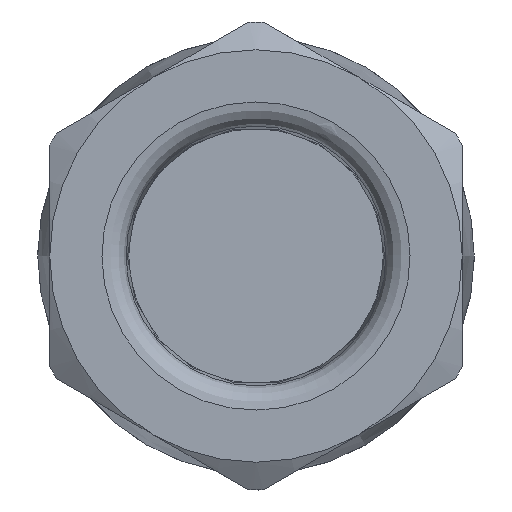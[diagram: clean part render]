
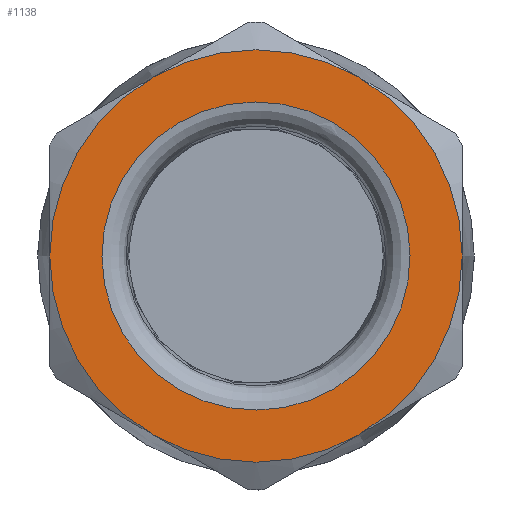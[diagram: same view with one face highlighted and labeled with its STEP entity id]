
A CAD part, left-side view. The second image highlights one B-rep face of the part: STEP entity #1138.
In plain terms, the highlighted planar face has unit normal (-1, 0, 0).
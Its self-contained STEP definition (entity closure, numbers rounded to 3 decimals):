
#789=B_SPLINE_CURVE_WITH_KNOTS('',3,(#4654,#4655,#4656,#4657),
 .UNSPECIFIED.,.F.,.F.,(4,4),(0.,1.),.UNSPECIFIED.);
#794=B_SPLINE_CURVE_WITH_KNOTS('',3,(#4719,#4720,#4721,#4722),
 .UNSPECIFIED.,.F.,.F.,(4,4),(0.,1.),.UNSPECIFIED.);
#799=B_SPLINE_CURVE_WITH_KNOTS('',3,(#4760,#4761,#4762,#4763),
 .UNSPECIFIED.,.F.,.F.,(4,4),(0.,1.),.UNSPECIFIED.);
#805=B_SPLINE_CURVE_WITH_KNOTS('',3,(#4830,#4831,#4832,#4833),
 .UNSPECIFIED.,.F.,.F.,(4,4),(0.,1.),.UNSPECIFIED.);
#807=B_SPLINE_CURVE_WITH_KNOTS('',3,(#4861,#4862,#4863,#4864),
 .UNSPECIFIED.,.F.,.F.,(4,4),(0.,1.),.UNSPECIFIED.);
#809=B_SPLINE_CURVE_WITH_KNOTS('',3,(#4890,#4891,#4892,#4893),
 .UNSPECIFIED.,.F.,.F.,(4,4),(0.,1.),.UNSPECIFIED.);
#1138=ADVANCED_FACE('',(#1274,#1275),#1202,.T.);
#1202=PLANE('',#2624);
#1274=FACE_BOUND('',#1415,.T.);
#1275=FACE_BOUND('',#1416,.T.);
#1415=EDGE_LOOP('',(#1879));
#1416=EDGE_LOOP('',(#1880,#1881,#1882,#1883,#1884,#1885,#1886,#1887,#1888,
#1889,#1890,#1891));
#1879=ORIENTED_EDGE('',*,*,#2308,.T.);
#1880=ORIENTED_EDGE('',*,*,#2359,.T.);
#1881=ORIENTED_EDGE('',*,*,#2357,.F.);
#1882=ORIENTED_EDGE('',*,*,#2311,.T.);
#1883=ORIENTED_EDGE('',*,*,#2325,.F.);
#1884=ORIENTED_EDGE('',*,*,#2326,.T.);
#1885=ORIENTED_EDGE('',*,*,#2335,.F.);
#1886=ORIENTED_EDGE('',*,*,#2360,.T.);
#1887=ORIENTED_EDGE('',*,*,#2361,.F.);
#1888=ORIENTED_EDGE('',*,*,#2362,.T.);
#1889=ORIENTED_EDGE('',*,*,#2341,.F.);
#1890=ORIENTED_EDGE('',*,*,#2343,.T.);
#1891=ORIENTED_EDGE('',*,*,#2352,.F.);
#2080=VERTEX_POINT('',#4537);
#2083=VERTEX_POINT('',#4579);
#2084=VERTEX_POINT('',#4580);
#2093=VERTEX_POINT('',#4653);
#2094=VERTEX_POINT('',#4660);
#2099=VERTEX_POINT('',#4718);
#2102=VERTEX_POINT('',#4759);
#2103=VERTEX_POINT('',#4764);
#2104=VERTEX_POINT('',#4771);
#2109=VERTEX_POINT('',#4829);
#2112=VERTEX_POINT('',#4865);
#2113=VERTEX_POINT('',#4889);
#2114=VERTEX_POINT('',#4894);
#2308=EDGE_CURVE('',#2080,#2080,#2434,.T.);
#2311=EDGE_CURVE('',#2083,#2084,#2437,.T.);
#2325=EDGE_CURVE('',#2093,#2084,#789,.T.);
#2326=EDGE_CURVE('',#2093,#2094,#2442,.T.);
#2335=EDGE_CURVE('',#2099,#2094,#794,.T.);
#2341=EDGE_CURVE('',#2102,#2103,#799,.T.);
#2343=EDGE_CURVE('',#2102,#2104,#2445,.T.);
#2352=EDGE_CURVE('',#2109,#2104,#805,.T.);
#2357=EDGE_CURVE('',#2083,#2112,#807,.T.);
#2359=EDGE_CURVE('',#2109,#2112,#2450,.T.);
#2360=EDGE_CURVE('',#2099,#2113,#2451,.T.);
#2361=EDGE_CURVE('',#2114,#2113,#809,.T.);
#2362=EDGE_CURVE('',#2114,#2103,#2452,.T.);
#2434=CIRCLE('',#2595,6.354);
#2437=CIRCLE('',#2599,8.502);
#2442=CIRCLE('',#2606,8.502);
#2445=CIRCLE('',#2612,8.502);
#2450=CIRCLE('',#2621,8.502);
#2451=CIRCLE('',#2622,8.502);
#2452=CIRCLE('',#2623,8.502);
#2595=AXIS2_PLACEMENT_3D('',#4536,#3009,#3010);
#2599=AXIS2_PLACEMENT_3D('',#4578,#3017,#3018);
#2606=AXIS2_PLACEMENT_3D('',#4659,#3034,#3035);
#2612=AXIS2_PLACEMENT_3D('',#4770,#3049,#3050);
#2621=AXIS2_PLACEMENT_3D('',#4871,#3070,#3071);
#2622=AXIS2_PLACEMENT_3D('',#4888,#3072,#3073);
#2623=AXIS2_PLACEMENT_3D('',#4895,#3074,#3075);
#2624=AXIS2_PLACEMENT_3D('',#4896,#3076,#3077);
#3009=DIRECTION('',(1.,0.,0.));
#3010=DIRECTION('',(0.,-0.496,0.868));
#3017=DIRECTION('',(-1.,0.,0.));
#3018=DIRECTION('',(0.,0.504,0.864));
#3034=DIRECTION('',(-1.,0.,0.));
#3035=DIRECTION('',(0.,1.,-0.005));
#3049=DIRECTION('',(-1.,0.,0.));
#3050=DIRECTION('',(0.,-1.,0.005));
#3070=DIRECTION('',(-1.,0.,0.));
#3071=DIRECTION('',(0.,-0.496,0.868));
#3072=DIRECTION('',(-1.,0.,0.));
#3073=DIRECTION('',(0.,0.496,-0.868));
#3074=DIRECTION('',(-1.,0.,0.));
#3075=DIRECTION('',(0.,-0.504,-0.864));
#3076=DIRECTION('',(-1.,0.,0.));
#3077=DIRECTION('',(0.,0.868,0.496));
#4536=CARTESIAN_POINT('',(-58.45,0.,0.));
#4537=CARTESIAN_POINT('',(-58.45,-3.15,5.518));
#4578=CARTESIAN_POINT('',(-58.45,0.,0.));
#4579=CARTESIAN_POINT('',(-58.45,4.287,7.342));
#4580=CARTESIAN_POINT('',(-58.45,8.502,0.041));
#4653=CARTESIAN_POINT('',(-58.45,8.502,-0.041));
#4654=CARTESIAN_POINT('',(-58.45,8.502,-0.041));
#4655=CARTESIAN_POINT('',(-58.45,8.502,-0.014));
#4656=CARTESIAN_POINT('',(-58.45,8.502,0.014));
#4657=CARTESIAN_POINT('',(-58.45,8.502,0.041));
#4659=CARTESIAN_POINT('',(-58.45,0.,0.));
#4660=CARTESIAN_POINT('',(-58.45,4.287,-7.342));
#4718=CARTESIAN_POINT('',(-58.45,4.215,-7.384));
#4719=CARTESIAN_POINT('',(-58.45,4.215,-7.384));
#4720=CARTESIAN_POINT('',(-58.45,4.239,-7.37));
#4721=CARTESIAN_POINT('',(-58.45,4.263,-7.356));
#4722=CARTESIAN_POINT('',(-58.45,4.287,-7.342));
#4759=CARTESIAN_POINT('',(-58.45,-8.502,0.041));
#4760=CARTESIAN_POINT('',(-58.45,-8.502,0.041));
#4761=CARTESIAN_POINT('',(-58.45,-8.502,0.014));
#4762=CARTESIAN_POINT('',(-58.45,-8.502,-0.014));
#4763=CARTESIAN_POINT('',(-58.45,-8.502,-0.041));
#4764=CARTESIAN_POINT('',(-58.45,-8.502,-0.041));
#4770=CARTESIAN_POINT('',(-58.45,0.,0.));
#4771=CARTESIAN_POINT('',(-58.45,-4.287,7.342));
#4829=CARTESIAN_POINT('',(-58.45,-4.215,7.384));
#4830=CARTESIAN_POINT('',(-58.45,-4.215,7.384));
#4831=CARTESIAN_POINT('',(-58.45,-4.239,7.37));
#4832=CARTESIAN_POINT('',(-58.45,-4.263,7.356));
#4833=CARTESIAN_POINT('',(-58.45,-4.287,7.342));
#4861=CARTESIAN_POINT('',(-58.45,4.287,7.342));
#4862=CARTESIAN_POINT('',(-58.45,4.263,7.356));
#4863=CARTESIAN_POINT('',(-58.45,4.239,7.37));
#4864=CARTESIAN_POINT('',(-58.45,4.215,7.384));
#4865=CARTESIAN_POINT('',(-58.45,4.215,7.384));
#4871=CARTESIAN_POINT('',(-58.45,0.,0.));
#4888=CARTESIAN_POINT('',(-58.45,0.,0.));
#4889=CARTESIAN_POINT('',(-58.45,-4.215,-7.384));
#4890=CARTESIAN_POINT('',(-58.45,-4.287,-7.342));
#4891=CARTESIAN_POINT('',(-58.45,-4.263,-7.356));
#4892=CARTESIAN_POINT('',(-58.45,-4.239,-7.37));
#4893=CARTESIAN_POINT('',(-58.45,-4.215,-7.384));
#4894=CARTESIAN_POINT('',(-58.45,-4.287,-7.342));
#4895=CARTESIAN_POINT('',(-58.45,0.,0.));
#4896=CARTESIAN_POINT('',(-58.45,-14.028,2.791));
